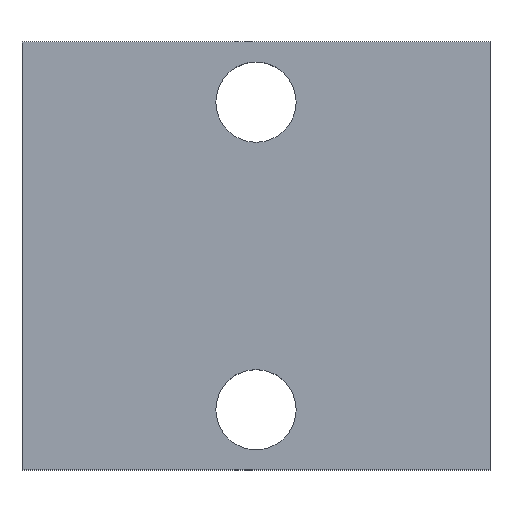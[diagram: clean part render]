
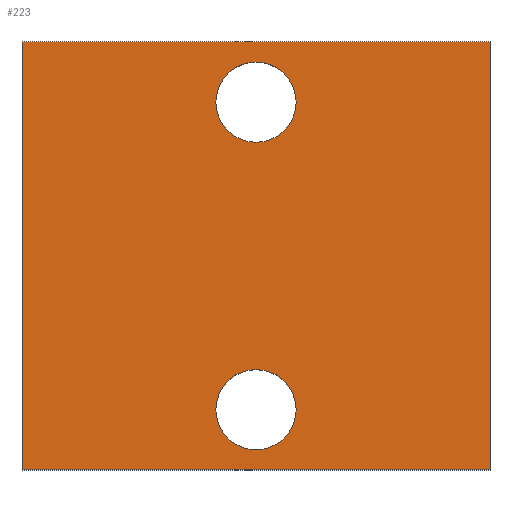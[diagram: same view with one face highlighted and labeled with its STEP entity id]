
A CAD part, top view. The second image highlights one B-rep face of the part: STEP entity #223.
In plain terms, the highlighted planar face has unit normal (0, 0, 1).
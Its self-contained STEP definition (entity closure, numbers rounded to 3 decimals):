
#70=CARTESIAN_POINT('Vertex',(0.,32.,5.)) ;
#73=CARTESIAN_POINT('Line Origine',(17.5,32.,5.)) ;
#77=CARTESIAN_POINT('Vertex',(35.,32.,5.)) ;
#97=CARTESIAN_POINT('Line Origine',(17.5,0.,5.)) ;
#101=CARTESIAN_POINT('Vertex',(0.,0.,5.)) ;
#103=CARTESIAN_POINT('Vertex',(35.,0.,5.)) ;
#137=CARTESIAN_POINT('Line Origine',(0.,16.,5.)) ;
#164=CARTESIAN_POINT('Line Origine',(35.,16.,5.)) ;
#176=CARTESIAN_POINT('Axis2P3D Location',(0.,32.,5.)) ;
#187=CARTESIAN_POINT('Axis2P3D Location',(17.5,4.5,5.)) ;
#191=CARTESIAN_POINT('Vertex',(20.5,4.5,5.)) ;
#193=CARTESIAN_POINT('Vertex',(14.5,4.5,5.)) ;
#196=CARTESIAN_POINT('Axis2P3D Location',(17.5,4.5,5.)) ;
#205=CARTESIAN_POINT('Axis2P3D Location',(17.5,27.5,5.)) ;
#209=CARTESIAN_POINT('Vertex',(20.5,27.5,5.)) ;
#211=CARTESIAN_POINT('Vertex',(14.5,27.5,5.)) ;
#214=CARTESIAN_POINT('Axis2P3D Location',(17.5,27.5,5.)) ;
#74=DIRECTION('Vector Direction',(1.,0.,0.)) ;
#98=DIRECTION('Vector Direction',(1.,0.,0.)) ;
#138=DIRECTION('Vector Direction',(0.,-1.,0.)) ;
#165=DIRECTION('Vector Direction',(0.,-1.,0.)) ;
#177=DIRECTION('Axis2P3D Direction',(-0.,0.,1.)) ;
#178=DIRECTION('Axis2P3D XDirection',(0.,-1.,0.)) ;
#188=DIRECTION('Axis2P3D Direction',(-0.,0.,1.)) ;
#197=DIRECTION('Axis2P3D Direction',(-0.,0.,1.)) ;
#206=DIRECTION('Axis2P3D Direction',(-0.,0.,1.)) ;
#215=DIRECTION('Axis2P3D Direction',(-0.,0.,1.)) ;
#179=AXIS2_PLACEMENT_3D('Plane Axis2P3D',#176,#177,#178) ;
#189=AXIS2_PLACEMENT_3D('Circle Axis2P3D',#187,#188,$) ;
#198=AXIS2_PLACEMENT_3D('Circle Axis2P3D',#196,#197,$) ;
#207=AXIS2_PLACEMENT_3D('Circle Axis2P3D',#205,#206,$) ;
#216=AXIS2_PLACEMENT_3D('Circle Axis2P3D',#214,#215,$) ;
#182=ORIENTED_EDGE('',*,*,#79,.F.) ;
#183=ORIENTED_EDGE('',*,*,#141,.T.) ;
#184=ORIENTED_EDGE('',*,*,#105,.T.) ;
#185=ORIENTED_EDGE('',*,*,#168,.F.) ;
#202=ORIENTED_EDGE('',*,*,#195,.F.) ;
#203=ORIENTED_EDGE('',*,*,#200,.F.) ;
#220=ORIENTED_EDGE('',*,*,#213,.F.) ;
#221=ORIENTED_EDGE('',*,*,#218,.F.) ;
#204=FACE_BOUND('',#201,.T.) ;
#222=FACE_BOUND('',#219,.T.) ;
#75=VECTOR('Line Direction',#74,1.) ;
#99=VECTOR('Line Direction',#98,1.) ;
#139=VECTOR('Line Direction',#138,1.) ;
#166=VECTOR('Line Direction',#165,1.) ;
#223=ADVANCED_FACE('Corps de pi\X2\00E8\X0\ce.2',(#186,#204,#222),#180,.T.) ;
#190=CIRCLE('generated circle',#189,3.) ;
#199=CIRCLE('generated circle',#198,3.) ;
#208=CIRCLE('generated circle',#207,3.) ;
#217=CIRCLE('generated circle',#216,3.) ;
#79=EDGE_CURVE('',#71,#78,#76,.T.) ;
#105=EDGE_CURVE('',#102,#104,#100,.T.) ;
#141=EDGE_CURVE('',#71,#102,#140,.T.) ;
#168=EDGE_CURVE('',#78,#104,#167,.T.) ;
#195=EDGE_CURVE('',#192,#194,#190,.T.) ;
#200=EDGE_CURVE('',#194,#192,#199,.T.) ;
#213=EDGE_CURVE('',#210,#212,#208,.T.) ;
#218=EDGE_CURVE('',#212,#210,#217,.T.) ;
#181=EDGE_LOOP('',(#182,#183,#184,#185)) ;
#201=EDGE_LOOP('',(#202,#203)) ;
#219=EDGE_LOOP('',(#220,#221)) ;
#186=FACE_OUTER_BOUND('',#181,.T.) ;
#76=LINE('Line',#73,#75) ;
#100=LINE('Line',#97,#99) ;
#140=LINE('Line',#137,#139) ;
#167=LINE('Line',#164,#166) ;
#180=PLANE('Plane',#179) ;
#71=VERTEX_POINT('',#70) ;
#78=VERTEX_POINT('',#77) ;
#102=VERTEX_POINT('',#101) ;
#104=VERTEX_POINT('',#103) ;
#192=VERTEX_POINT('',#191) ;
#194=VERTEX_POINT('',#193) ;
#210=VERTEX_POINT('',#209) ;
#212=VERTEX_POINT('',#211) ;
